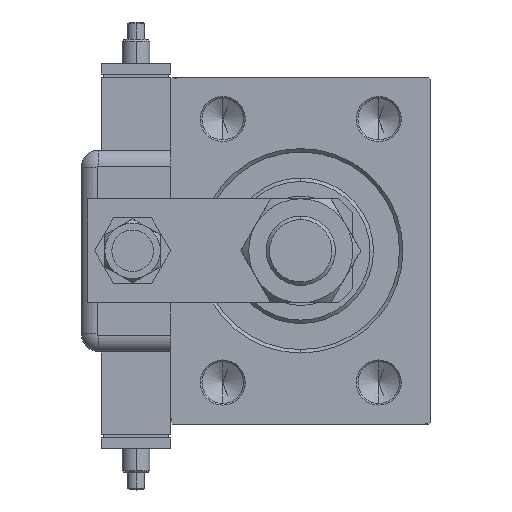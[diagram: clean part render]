
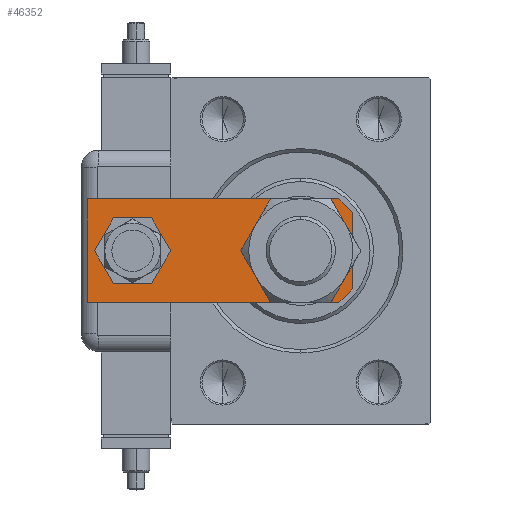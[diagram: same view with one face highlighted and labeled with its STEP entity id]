
A CAD part, left-side view. The second image highlights one B-rep face of the part: STEP entity #46352.
In plain terms, the highlighted face is planar.
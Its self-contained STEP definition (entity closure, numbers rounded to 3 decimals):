
#1152 = EDGE_CURVE ( 'NONE', #20591, #16789, #25290, .T. ) ;
#2119 = CARTESIAN_POINT ( 'NONE',  ( -7., 63.5, 0. ) ) ;
#2437 = EDGE_CURVE ( 'NONE', #29187, #38884, #50966, .T. ) ;
#3401 = FACE_BOUND ( 'NONE', #14909, .T. ) ;
#3481 = CIRCLE ( 'NONE', #21119, 10. ) ;
#3662 = EDGE_LOOP ( 'NONE', ( #39917, #16108 ) ) ;
#3682 = DIRECTION ( 'NONE',  ( 0., -1., 0. ) ) ;
#3781 = VERTEX_POINT ( 'NONE', #23745 ) ;
#5945 = VERTEX_POINT ( 'NONE', #41087 ) ;
#6188 = EDGE_CURVE ( 'NONE', #32449, #35217, #10020, .T. ) ;
#6624 = VECTOR ( 'NONE', #61729, 1000. ) ;
#6806 = LINE ( 'NONE', #7115, #6624 ) ;
#6837 = VERTEX_POINT ( 'NONE', #38865 ) ;
#7115 = CARTESIAN_POINT ( 'NONE',  ( -11., 0., 0. ) ) ;
#8933 = AXIS2_PLACEMENT_3D ( 'NONE', #27881, #47608, #62476 ) ;
#10020 = CIRCLE ( 'NONE', #47214, 7. ) ;
#11845 = DIRECTION ( 'NONE',  ( 1., 0., 0. ) ) ;
#12099 = LINE ( 'NONE', #27289, #49830 ) ;
#13593 = AXIS2_PLACEMENT_3D ( 'NONE', #28569, #37633, #43138 ) ;
#13960 = CARTESIAN_POINT ( 'NONE',  ( 11., 0., 0. ) ) ;
#14909 = EDGE_LOOP ( 'NONE', ( #39592, #52832 ) ) ;
#15480 = ORIENTED_EDGE ( 'NONE', *, *, #23425, .F. ) ;
#15856 = CARTESIAN_POINT ( 'NONE',  ( 15., 76.5, 0. ) ) ;
#16108 = ORIENTED_EDGE ( 'NONE', *, *, #30785, .T. ) ;
#16789 = VERTEX_POINT ( 'NONE', #48311 ) ;
#17187 = EDGE_CURVE ( 'NONE', #5945, #6837, #29759, .T. ) ;
#19409 = CIRCLE ( 'NONE', #33882, 7. ) ;
#20591 = VERTEX_POINT ( 'NONE', #56947 ) ;
#21119 = AXIS2_PLACEMENT_3D ( 'NONE', #23397, #28220, #27259 ) ;
#21707 = CARTESIAN_POINT ( 'NONE',  ( 0., 63.5, 0. ) ) ;
#22761 = LINE ( 'NONE', #42468, #45886 ) ;
#23118 = PLANE ( 'NONE',  #13593 ) ;
#23397 = CARTESIAN_POINT ( 'NONE',  ( 0., 15., 0. ) ) ;
#23425 = EDGE_CURVE ( 'NONE', #24886, #5945, #47237, .T. ) ;
#23745 = CARTESIAN_POINT ( 'NONE',  ( -15., 4., 0. ) ) ;
#24886 = VERTEX_POINT ( 'NONE', #31612 ) ;
#25290 = CIRCLE ( 'NONE', #8933, 10. ) ;
#25988 = DIRECTION ( 'NONE',  ( 0., 1., 0. ) ) ;
#27259 = DIRECTION ( 'NONE',  ( 1., 0., 0. ) ) ;
#27289 = CARTESIAN_POINT ( 'NONE',  ( 15., 4., 0. ) ) ;
#27679 = ORIENTED_EDGE ( 'NONE', *, *, #50214, .T. ) ;
#27881 = CARTESIAN_POINT ( 'NONE',  ( 0., 15., 0. ) ) ;
#28220 = DIRECTION ( 'NONE',  ( 0., 0., 1. ) ) ;
#28569 = CARTESIAN_POINT ( 'NONE',  ( 0., 0., 0. ) ) ;
#29187 = VERTEX_POINT ( 'NONE', #59280 ) ;
#29368 = EDGE_CURVE ( 'NONE', #6837, #3781, #22761, .T. ) ;
#29381 = EDGE_CURVE ( 'NONE', #16789, #20591, #3481, .T. ) ;
#29759 = LINE ( 'NONE', #15856, #49528 ) ;
#30785 = EDGE_CURVE ( 'NONE', #35217, #32449, #19409, .T. ) ;
#31612 = CARTESIAN_POINT ( 'NONE',  ( 15., 4., 0. ) ) ;
#32449 = VERTEX_POINT ( 'NONE', #2119 ) ;
#33557 = ORIENTED_EDGE ( 'NONE', *, *, #2437, .F. ) ;
#33882 = AXIS2_PLACEMENT_3D ( 'NONE', #21707, #36551, #42067 ) ;
#34135 = ORIENTED_EDGE ( 'NONE', *, *, #17187, .F. ) ;
#34873 = CARTESIAN_POINT ( 'NONE',  ( 0., 63.5, 0. ) ) ;
#35217 = VERTEX_POINT ( 'NONE', #45032 ) ;
#36551 = DIRECTION ( 'NONE',  ( 0., 0., 1. ) ) ;
#36997 = EDGE_LOOP ( 'NONE', ( #33557, #62785, #61232, #34135, #15480, #27679 ) ) ;
#37633 = DIRECTION ( 'NONE',  ( 0., 0., 1. ) ) ;
#37847 = CARTESIAN_POINT ( 'NONE',  ( 15., 0., 0. ) ) ;
#38865 = CARTESIAN_POINT ( 'NONE',  ( -15., 76.5, 0. ) ) ;
#38884 = VERTEX_POINT ( 'NONE', #13960 ) ;
#39093 = DIRECTION ( 'NONE',  ( 1., 0., 0. ) ) ;
#39592 = ORIENTED_EDGE ( 'NONE', *, *, #1152, .T. ) ;
#39917 = ORIENTED_EDGE ( 'NONE', *, *, #6188, .T. ) ;
#41087 = CARTESIAN_POINT ( 'NONE',  ( 15., 76.5, 0. ) ) ;
#41194 = DIRECTION ( 'NONE',  ( -0.707, -0.707, 0. ) ) ;
#42067 = DIRECTION ( 'NONE',  ( 1., 0., 0. ) ) ;
#42468 = CARTESIAN_POINT ( 'NONE',  ( -15., 76.5, 0. ) ) ;
#42504 = FACE_BOUND ( 'NONE', #3662, .T. ) ;
#43138 = DIRECTION ( 'NONE',  ( 1., 0., 0. ) ) ;
#45032 = CARTESIAN_POINT ( 'NONE',  ( 7., 63.5, 0. ) ) ;
#45886 = VECTOR ( 'NONE', #3682, 1000. ) ;
#46352 = ADVANCED_FACE ( 'NONE', ( #57356, #42504, #3401 ), #23118, .F. ) ;
#47214 = AXIS2_PLACEMENT_3D ( 'NONE', #34873, #63052, #39093 ) ;
#47237 = LINE ( 'NONE', #37847, #61156 ) ;
#47608 = DIRECTION ( 'NONE',  ( 0., 0., 1. ) ) ;
#48311 = CARTESIAN_POINT ( 'NONE',  ( 10., 15., 0. ) ) ;
#49528 = VECTOR ( 'NONE', #59188, 1000. ) ;
#49830 = VECTOR ( 'NONE', #41194, 1000. ) ;
#50214 = EDGE_CURVE ( 'NONE', #24886, #38884, #12099, .T. ) ;
#50966 = LINE ( 'NONE', #56122, #60389 ) ;
#51707 = EDGE_CURVE ( 'NONE', #29187, #3781, #6806, .T. ) ;
#52832 = ORIENTED_EDGE ( 'NONE', *, *, #29381, .T. ) ;
#56122 = CARTESIAN_POINT ( 'NONE',  ( -15., 0., 0. ) ) ;
#56947 = CARTESIAN_POINT ( 'NONE',  ( -10., 15., 0. ) ) ;
#57356 = FACE_OUTER_BOUND ( 'NONE', #36997, .T. ) ;
#59188 = DIRECTION ( 'NONE',  ( -1., 0., 0. ) ) ;
#59280 = CARTESIAN_POINT ( 'NONE',  ( -11., 0., 0. ) ) ;
#60389 = VECTOR ( 'NONE', #11845, 1000. ) ;
#61156 = VECTOR ( 'NONE', #25988, 1000. ) ;
#61232 = ORIENTED_EDGE ( 'NONE', *, *, #29368, .F. ) ;
#61729 = DIRECTION ( 'NONE',  ( -0.707, 0.707, 0. ) ) ;
#62476 = DIRECTION ( 'NONE',  ( 1., 0., 0. ) ) ;
#62785 = ORIENTED_EDGE ( 'NONE', *, *, #51707, .T. ) ;
#63052 = DIRECTION ( 'NONE',  ( 0., 0., 1. ) ) ;
